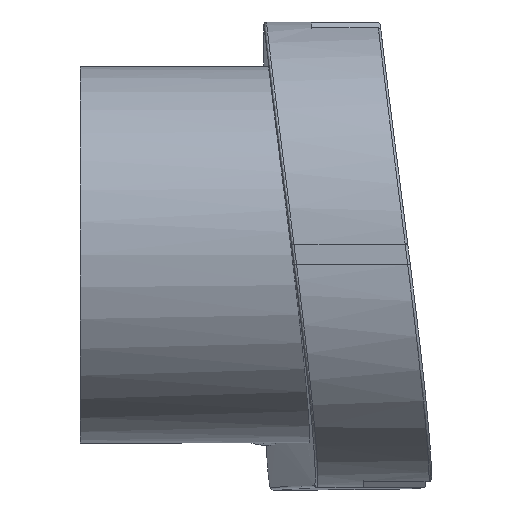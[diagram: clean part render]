
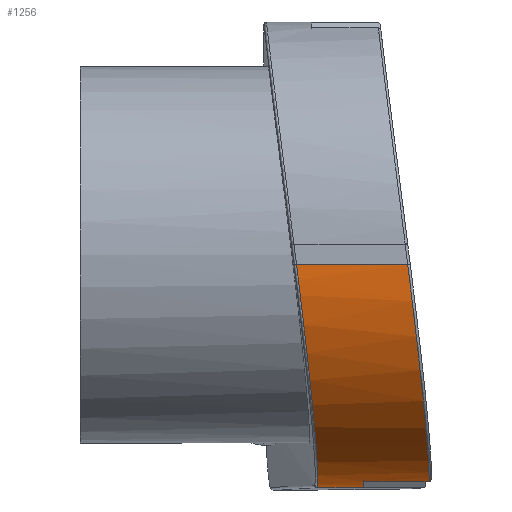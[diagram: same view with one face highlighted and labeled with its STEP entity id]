
A CAD part, top view. The second image highlights one B-rep face of the part: STEP entity #1256.
In plain terms, the highlighted cylindrical face has radius 13 mm (diameter 26 mm), a partial arc.
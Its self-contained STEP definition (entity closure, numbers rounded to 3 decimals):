
#44=CIRCLE('',#1330,13.);
#81=CYLINDRICAL_SURFACE('',#1348,13.);
#115=B_SPLINE_CURVE_WITH_KNOTS('',3,(#2094,#2095,#2096,#2097,#2098,#2099),
 .UNSPECIFIED.,.F.,.F.,(4,1,1,4),(0.,0.742,1.237,
1.725),.UNSPECIFIED.);
#116=B_SPLINE_CURVE_WITH_KNOTS('',3,(#2102,#2103,#2104,#2105,#2106,#2107),
 .UNSPECIFIED.,.F.,.F.,(4,1,1,4),(0.,0.578,
1.157,2.024),.UNSPECIFIED.);
#195=FACE_OUTER_BOUND('',#269,.T.);
#269=EDGE_LOOP('',(#931,#932,#933,#934,#935,#936));
#345=LINE('',#1805,#426);
#370=LINE('',#2005,#451);
#375=LINE('',#2101,#456);
#426=VECTOR('',#1459,10.);
#451=VECTOR('',#1512,10.);
#456=VECTOR('',#1523,10.);
#502=VERTEX_POINT('',#1755);
#503=VERTEX_POINT('',#1757);
#507=VERTEX_POINT('',#1770);
#536=VERTEX_POINT('',#2004);
#543=VERTEX_POINT('',#2093);
#544=VERTEX_POINT('',#2100);
#634=EDGE_CURVE('',#503,#502,#44,.T.);
#640=EDGE_CURVE('',#502,#507,#345,.T.);
#679=EDGE_CURVE('',#536,#503,#370,.T.);
#690=EDGE_CURVE('',#543,#507,#115,.T.);
#691=EDGE_CURVE('',#543,#544,#375,.T.);
#692=EDGE_CURVE('',#536,#544,#116,.T.);
#931=ORIENTED_EDGE('',*,*,#634,.T.);
#932=ORIENTED_EDGE('',*,*,#640,.T.);
#933=ORIENTED_EDGE('',*,*,#690,.F.);
#934=ORIENTED_EDGE('',*,*,#691,.T.);
#935=ORIENTED_EDGE('',*,*,#692,.F.);
#936=ORIENTED_EDGE('',*,*,#679,.T.);
#1256=ADVANCED_FACE('',(#195),#81,.T.);
#1330=AXIS2_PLACEMENT_3D('',#1758,#1452,#1453);
#1348=AXIS2_PLACEMENT_3D('',#2092,#1521,#1522);
#1452=DIRECTION('center_axis',(-1.,0.,0.));
#1453=DIRECTION('ref_axis',(0.,0.,1.));
#1459=DIRECTION('',(1.,0.,0.));
#1512=DIRECTION('',(1.,0.,0.));
#1521=DIRECTION('center_axis',(1.,0.,0.));
#1522=DIRECTION('ref_axis',(0.,0.,1.));
#1523=DIRECTION('',(-1.,0.,0.));
#1755=CARTESIAN_POINT('',(5.82,1.851,94.501));
#1757=CARTESIAN_POINT('',(5.82,1.5,91.5));
#1758=CARTESIAN_POINT('Origin',(5.82,14.5,91.5));
#1770=CARTESIAN_POINT('',(9.665,1.851,94.501));
#1805=CARTESIAN_POINT('',(0.,1.851,94.501));
#2004=CARTESIAN_POINT('',(3.112,1.5,91.5));
#2005=CARTESIAN_POINT('',(0.,1.5,91.5));
#2092=CARTESIAN_POINT('Origin',(0.,14.5,91.5));
#2093=CARTESIAN_POINT('',(8.42,14.5,104.5));
#2094=CARTESIAN_POINT('Ctrl Pts',(8.42,14.5,104.5));
#2095=CARTESIAN_POINT('Ctrl Pts',(8.726,12.017,104.5));
#2096=CARTESIAN_POINT('Ctrl Pts',(9.215,7.881,103.28));
#2097=CARTESIAN_POINT('Ctrl Pts',(9.611,3.618,99.178));
#2098=CARTESIAN_POINT('Ctrl Pts',(9.673,2.231,96.103));
#2099=CARTESIAN_POINT('Ctrl Pts',(9.665,1.851,94.501));
#2100=CARTESIAN_POINT('',(1.924,14.5,104.5));
#2101=CARTESIAN_POINT('',(0.,14.5,104.5));
#2102=CARTESIAN_POINT('Ctrl Pts',(3.112,1.5,91.5));
#2103=CARTESIAN_POINT('Ctrl Pts',(3.174,1.5,93.449));
#2104=CARTESIAN_POINT('Ctrl Pts',(3.201,2.394,97.346));
#2105=CARTESIAN_POINT('Ctrl Pts',(2.846,6.765,102.815));
#2106=CARTESIAN_POINT('Ctrl Pts',(2.282,11.597,104.5));
#2107=CARTESIAN_POINT('Ctrl Pts',(1.924,14.5,104.5));
